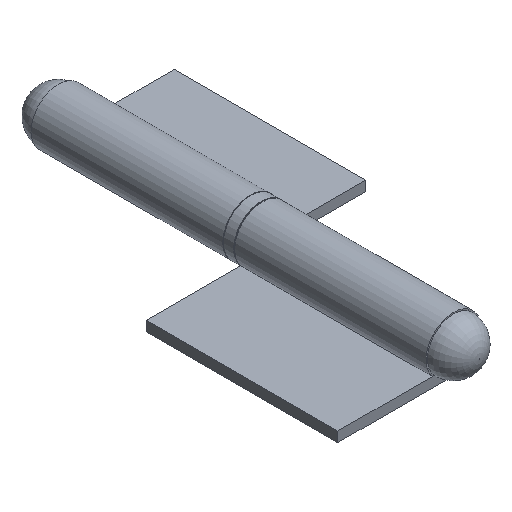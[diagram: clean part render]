
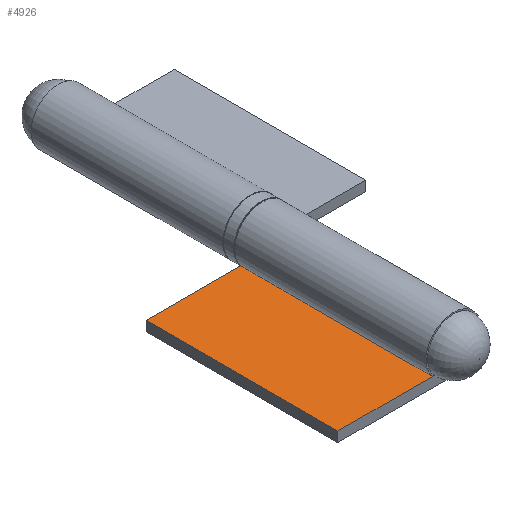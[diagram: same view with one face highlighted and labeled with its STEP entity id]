
A CAD part, isometric view. The second image highlights one B-rep face of the part: STEP entity #4926.
In plain terms, the highlighted planar face has unit normal (0, 0, 1).
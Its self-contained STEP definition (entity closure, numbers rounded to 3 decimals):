
#157 = LINE ( 'NONE', #562, #11559 ) ;
#486 = EDGE_CURVE ( 'NONE', #5649, #10331, #9455, .T. ) ;
#562 = CARTESIAN_POINT ( 'NONE',  ( 0., 33.5, -6.1 ) ) ;
#716 = CARTESIAN_POINT ( 'NONE',  ( 0., 33.5, -6.1 ) ) ;
#993 = ORIENTED_EDGE ( 'NONE', *, *, #1766, .T. ) ;
#1018 = CARTESIAN_POINT ( 'NONE',  ( 0., 33.5, -6.1 ) ) ;
#1110 = VECTOR ( 'NONE', #2295, 1000. ) ;
#1424 = CARTESIAN_POINT ( 'NONE',  ( 40.4, 33.5, -6.1 ) ) ;
#1766 = EDGE_CURVE ( 'NONE', #5291, #11403, #157, .T. ) ;
#2216 = VERTEX_POINT ( 'NONE', #7971 ) ;
#2295 = DIRECTION ( 'NONE',  ( 1., 0., 0. ) ) ;
#2584 = LINE ( 'NONE', #1018, #9068 ) ;
#2652 = ORIENTED_EDGE ( 'NONE', *, *, #3202, .F. ) ;
#2798 = PLANE ( 'NONE',  #11471 ) ;
#2998 = VECTOR ( 'NONE', #8206, 1000. ) ;
#3202 = EDGE_CURVE ( 'NONE', #5291, #2216, #6314, .T. ) ;
#4131 = DIRECTION ( 'NONE',  ( 0., -1., 0. ) ) ;
#4599 = DIRECTION ( 'NONE',  ( -1., 0., 0. ) ) ;
#4926 = ADVANCED_FACE ( 'NONE', ( #7740 ), #2798, .F. ) ;
#4956 = DIRECTION ( 'NONE',  ( 0., -1., 0. ) ) ;
#5086 = ORIENTED_EDGE ( 'NONE', *, *, #10975, .T. ) ;
#5214 = ORIENTED_EDGE ( 'NONE', *, *, #10171, .F. ) ;
#5291 = VERTEX_POINT ( 'NONE', #9869 ) ;
#5434 = CARTESIAN_POINT ( 'NONE',  ( 0., -33.5, -6.1 ) ) ;
#5497 = DIRECTION ( 'NONE',  ( 1., 0., 0. ) ) ;
#5649 = VERTEX_POINT ( 'NONE', #1424 ) ;
#6154 = ORIENTED_EDGE ( 'NONE', *, *, #486, .F. ) ;
#6314 = LINE ( 'NONE', #716, #1110 ) ;
#7074 = LINE ( 'NONE', #5434, #2998 ) ;
#7740 = FACE_OUTER_BOUND ( 'NONE', #8785, .T. ) ;
#7971 = CARTESIAN_POINT ( 'NONE',  ( 6.753, 33.5, -6.1 ) ) ;
#8029 = CARTESIAN_POINT ( 'NONE',  ( 0., -33.5, -6.1 ) ) ;
#8206 = DIRECTION ( 'NONE',  ( 1., 0., 0. ) ) ;
#8235 = CARTESIAN_POINT ( 'NONE',  ( 0., 33.5, -6.1 ) ) ;
#8573 = CARTESIAN_POINT ( 'NONE',  ( 40.4, 33.5, -6.1 ) ) ;
#8785 = EDGE_LOOP ( 'NONE', ( #5086, #6154, #5214, #2652, #993 ) ) ;
#9035 = VECTOR ( 'NONE', #4131, 1000. ) ;
#9068 = VECTOR ( 'NONE', #5497, 1000. ) ;
#9087 = DIRECTION ( 'NONE',  ( 0., 0., -1. ) ) ;
#9152 = CARTESIAN_POINT ( 'NONE',  ( 40.4, -33.5, -6.1 ) ) ;
#9455 = LINE ( 'NONE', #8573, #9035 ) ;
#9869 = CARTESIAN_POINT ( 'NONE',  ( 0., 33.5, -6.1 ) ) ;
#10171 = EDGE_CURVE ( 'NONE', #2216, #5649, #2584, .T. ) ;
#10331 = VERTEX_POINT ( 'NONE', #9152 ) ;
#10975 = EDGE_CURVE ( 'NONE', #11403, #10331, #7074, .T. ) ;
#11403 = VERTEX_POINT ( 'NONE', #8029 ) ;
#11471 = AXIS2_PLACEMENT_3D ( 'NONE', #8235, #9087, #4599 ) ;
#11559 = VECTOR ( 'NONE', #4956, 1000. ) ;
